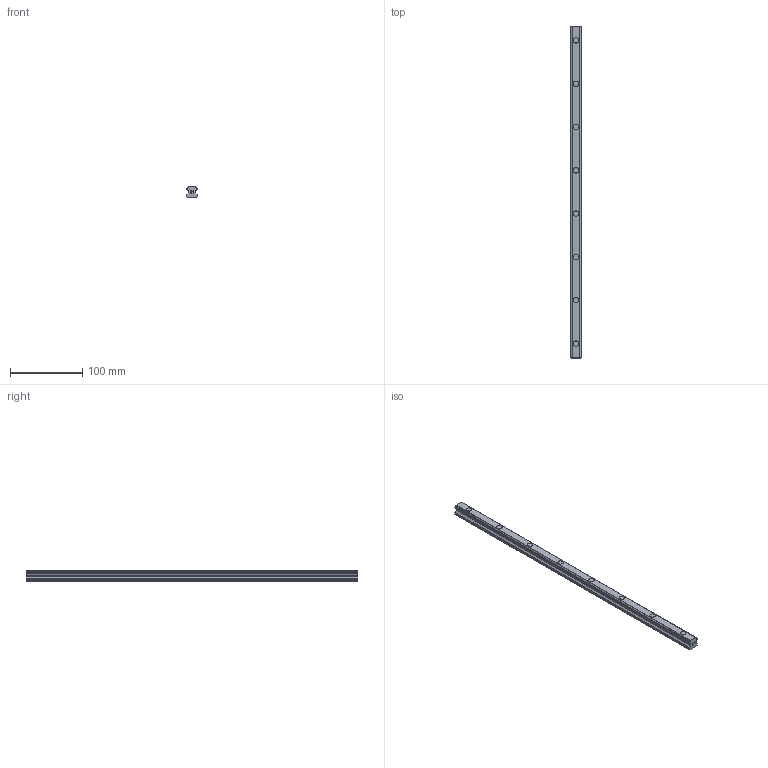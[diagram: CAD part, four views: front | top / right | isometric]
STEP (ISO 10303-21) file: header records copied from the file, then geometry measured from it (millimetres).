
FILE_DESCRIPTION(('STEP AP214'),'1');
FILE_NAME('cctmp_7436D735-F43B-4DDF-84D7-6CCA33B831E7_2020_4_23_8_50_2_718..stp','2020-04-23T06:50:02',('HIWIN GmbH'),('CADClick - www.CADClick.com'),'Spatial InterOp 3D',' ','unknown authorization');
FILE_SCHEMA(('AUTOMOTIVE_DESIGN'));
Length unit declared in the file: millimetre
Products named in the file (1): HGR15R460H_FILE
Bounding box: 15 x 460 x 15 mm (x, y, z)
Volume: 84394.7 mm3; surface area: 31047.1 mm2
Topology: 1 solids, 1 shells, 187 faces, 471 edges, 314 vertices
Faces by surface type: plane 113, cylinder 74
Entity records: 7153 total; most frequent: DIRECTION 995, CARTESIAN_POINT 973, ORIENTED_EDGE 942, EDGE_CURVE 471, AXIS2_PLACEMENT_3D 336, LINE 323, VECTOR 323, VERTEX_POINT 314
